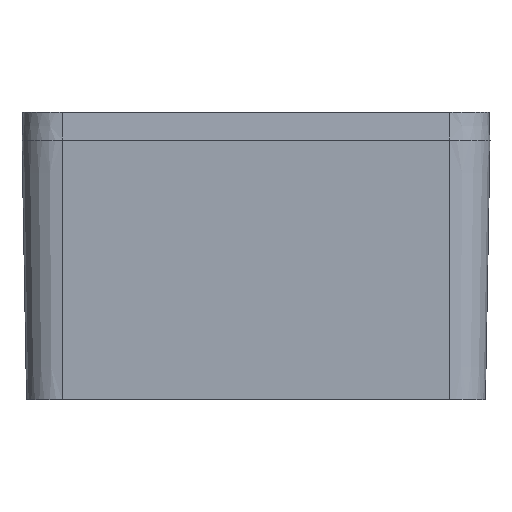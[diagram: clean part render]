
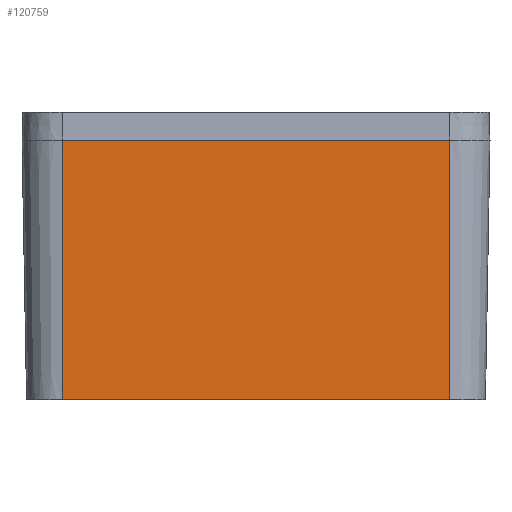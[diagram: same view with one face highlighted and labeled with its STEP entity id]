
A CAD part, left-side view. The second image highlights one B-rep face of the part: STEP entity #120759.
In plain terms, the highlighted planar face has unit normal (-1, 0, -0.018).
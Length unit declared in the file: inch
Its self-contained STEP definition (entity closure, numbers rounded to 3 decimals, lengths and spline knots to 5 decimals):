
#2348 = EDGE_CURVE ( 'NONE', #24890, #47675, #123940, .T. ) ;
#17681 = AXIS2_PLACEMENT_3D ( 'NONE', #31088, #98861, #40780 ) ;
#21002 = ORIENTED_EDGE ( 'NONE', *, *, #65977, .T. ) ;
#23928 = VERTEX_POINT ( 'NONE', #86552 ) ;
#24890 = VERTEX_POINT ( 'NONE', #109172 ) ;
#28006 = DIRECTION ( 'NONE',  ( 0.017, 0., -1. ) ) ;
#30720 = VECTOR ( 'NONE', #32239, 39.37008 ) ;
#31088 = CARTESIAN_POINT ( 'NONE',  ( -1.54985, 1.45, 0. ) ) ;
#32239 = DIRECTION ( 'NONE',  ( 0., -1., 0. ) ) ;
#33722 = VERTEX_POINT ( 'NONE', #117879 ) ;
#35835 = CARTESIAN_POINT ( 'NONE',  ( -1.54985, -1.2, 0. ) ) ;
#36464 = CARTESIAN_POINT ( 'NONE',  ( -1.54985, 1.2, 0. ) ) ;
#40780 = DIRECTION ( 'NONE',  ( -0.017, 0., 1. ) ) ;
#46819 = DIRECTION ( 'NONE',  ( 0., -1., 0. ) ) ;
#47675 = VERTEX_POINT ( 'NONE', #111178 ) ;
#48793 = VECTOR ( 'NONE', #28006, 39.37008 ) ;
#49137 = VECTOR ( 'NONE', #46819, 39.37008 ) ;
#50154 = PLANE ( 'NONE',  #17681 ) ;
#65977 = EDGE_CURVE ( 'NONE', #23928, #33722, #100317, .T. ) ;
#72393 = VECTOR ( 'NONE', #84991, 39.37008 ) ;
#80244 = FACE_OUTER_BOUND ( 'NONE', #97635, .T. ) ;
#80950 = CARTESIAN_POINT ( 'NONE',  ( -1.52175, 1.45, -1.61 ) ) ;
#84991 = DIRECTION ( 'NONE',  ( -0.017, 0., 1. ) ) ;
#86153 = EDGE_CURVE ( 'NONE', #33722, #24890, #105009, .T. ) ;
#86552 = CARTESIAN_POINT ( 'NONE',  ( -1.54985, 1.2, 0. ) ) ;
#97635 = EDGE_LOOP ( 'NONE', ( #104825, #114389, #121319, #21002 ) ) ;
#98861 = DIRECTION ( 'NONE',  ( -1., 0., -0.017 ) ) ;
#100317 = LINE ( 'NONE', #36464, #48793 ) ;
#100645 = LINE ( 'NONE', #114585, #49137 ) ;
#104825 = ORIENTED_EDGE ( 'NONE', *, *, #86153, .T. ) ;
#105009 = LINE ( 'NONE', #80950, #30720 ) ;
#109172 = CARTESIAN_POINT ( 'NONE',  ( -1.52175, -1.2, -1.61 ) ) ;
#111178 = CARTESIAN_POINT ( 'NONE',  ( -1.54985, -1.2, 0. ) ) ;
#114389 = ORIENTED_EDGE ( 'NONE', *, *, #2348, .T. ) ;
#114585 = CARTESIAN_POINT ( 'NONE',  ( -1.54985, 1.45, 0. ) ) ;
#117879 = CARTESIAN_POINT ( 'NONE',  ( -1.52175, 1.2, -1.61 ) ) ;
#120759 = ADVANCED_FACE ( 'NONE', ( #80244 ), #50154, .T. ) ;
#121319 = ORIENTED_EDGE ( 'NONE', *, *, #123222, .F. ) ;
#123222 = EDGE_CURVE ( 'NONE', #23928, #47675, #100645, .T. ) ;
#123940 = LINE ( 'NONE', #35835, #72393 ) ;
